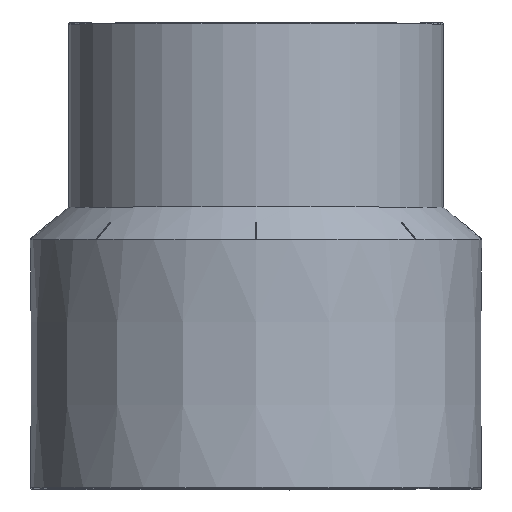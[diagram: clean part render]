
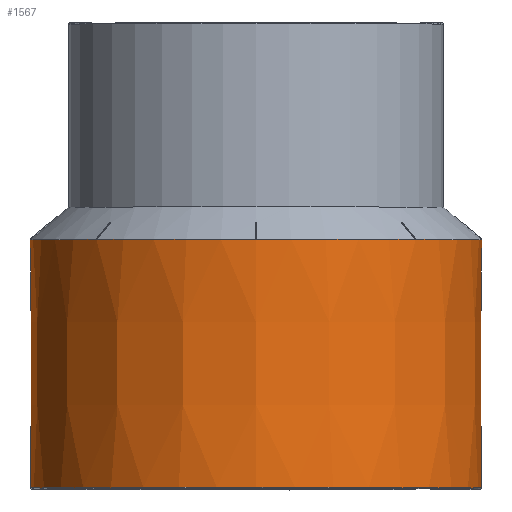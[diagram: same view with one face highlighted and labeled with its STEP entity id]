
A CAD part, top view. The second image highlights one B-rep face of the part: STEP entity #1567.
In plain terms, the highlighted conical face has half-angle 0.042 degrees and reference radius 62.5 mm.
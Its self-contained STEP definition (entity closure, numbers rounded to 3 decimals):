
#1545=CONICAL_SURFACE('',#25609,62.5,0.042);
#1567=ADVANCED_FACE('',(#7003,#7004),#1545,.T.);
#6774=CIRCLE('',#25521,62.55);
#6775=CIRCLE('',#25522,62.55);
#6776=CIRCLE('',#25523,62.55);
#6777=CIRCLE('',#25524,62.55);
#6778=CIRCLE('',#25525,62.55);
#6779=CIRCLE('',#25526,62.55);
#6780=CIRCLE('',#25527,62.55);
#6781=CIRCLE('',#25528,62.55);
#6848=CIRCLE('',#25607,62.55);
#6849=CIRCLE('',#25608,62.5);
#7003=FACE_BOUND('',#7100,.T.);
#7004=FACE_BOUND('',#7101,.T.);
#7100=EDGE_LOOP('',(#9581,#9582,#9583,#9584,#9585,#9586,#9587,#9588,#9589,
#9590,#9591,#9592,#9593,#9594,#9595,#9596));
#7101=EDGE_LOOP('',(#9597));
#9581=ORIENTED_EDGE('',*,*,#19943,.T.);
#9582=ORIENTED_EDGE('',*,*,#20112,.T.);
#9583=ORIENTED_EDGE('',*,*,#19999,.T.);
#9584=ORIENTED_EDGE('',*,*,#20113,.T.);
#9585=ORIENTED_EDGE('',*,*,#19991,.T.);
#9586=ORIENTED_EDGE('',*,*,#20114,.T.);
#9587=ORIENTED_EDGE('',*,*,#19983,.T.);
#9588=ORIENTED_EDGE('',*,*,#20115,.T.);
#9589=ORIENTED_EDGE('',*,*,#19975,.T.);
#9590=ORIENTED_EDGE('',*,*,#20116,.T.);
#9591=ORIENTED_EDGE('',*,*,#19967,.T.);
#9592=ORIENTED_EDGE('',*,*,#20117,.T.);
#9593=ORIENTED_EDGE('',*,*,#19959,.T.);
#9594=ORIENTED_EDGE('',*,*,#20118,.T.);
#9595=ORIENTED_EDGE('',*,*,#19951,.T.);
#9596=ORIENTED_EDGE('',*,*,#20119,.T.);
#9597=ORIENTED_EDGE('',*,*,#20120,.T.);
#17322=VERTEX_POINT('',#37134);
#17323=VERTEX_POINT('',#37136);
#17330=VERTEX_POINT('',#37222);
#17331=VERTEX_POINT('',#37224);
#17338=VERTEX_POINT('',#37310);
#17339=VERTEX_POINT('',#37312);
#17346=VERTEX_POINT('',#37398);
#17347=VERTEX_POINT('',#37400);
#17354=VERTEX_POINT('',#37486);
#17355=VERTEX_POINT('',#37488);
#17362=VERTEX_POINT('',#37574);
#17363=VERTEX_POINT('',#37576);
#17370=VERTEX_POINT('',#37662);
#17371=VERTEX_POINT('',#37664);
#17378=VERTEX_POINT('',#37750);
#17379=VERTEX_POINT('',#37752);
#17465=VERTEX_POINT('',#38165);
#19943=EDGE_CURVE('',#17323,#17322,#6774,.T.);
#19951=EDGE_CURVE('',#17331,#17330,#6775,.T.);
#19959=EDGE_CURVE('',#17339,#17338,#6776,.T.);
#19967=EDGE_CURVE('',#17347,#17346,#6777,.T.);
#19975=EDGE_CURVE('',#17355,#17354,#6778,.T.);
#19983=EDGE_CURVE('',#17363,#17362,#6779,.T.);
#19991=EDGE_CURVE('',#17371,#17370,#6780,.T.);
#19999=EDGE_CURVE('',#17379,#17378,#6781,.T.);
#20112=EDGE_CURVE('',#17322,#17379,#23922,.T.);
#20113=EDGE_CURVE('',#17378,#17371,#23923,.T.);
#20114=EDGE_CURVE('',#17370,#17363,#23924,.T.);
#20115=EDGE_CURVE('',#17362,#17355,#23925,.T.);
#20116=EDGE_CURVE('',#17354,#17347,#23926,.T.);
#20117=EDGE_CURVE('',#17346,#17339,#23927,.T.);
#20118=EDGE_CURVE('',#17338,#17331,#23928,.T.);
#20119=EDGE_CURVE('',#17330,#17323,#6848,.T.);
#20120=EDGE_CURVE('',#17465,#17465,#6849,.T.);
#23922=B_SPLINE_CURVE_WITH_KNOTS('',3,(#38135,#38136,#38137,#38138),
 .UNSPECIFIED.,.F.,.F.,(4,4),(0.,1.),.UNSPECIFIED.);
#23923=B_SPLINE_CURVE_WITH_KNOTS('',3,(#38139,#38140,#38141,#38142),
 .UNSPECIFIED.,.F.,.F.,(4,4),(0.,1.),.UNSPECIFIED.);
#23924=B_SPLINE_CURVE_WITH_KNOTS('',3,(#38143,#38144,#38145,#38146),
 .UNSPECIFIED.,.F.,.F.,(4,4),(0.,1.),.UNSPECIFIED.);
#23925=B_SPLINE_CURVE_WITH_KNOTS('',3,(#38147,#38148,#38149,#38150),
 .UNSPECIFIED.,.F.,.F.,(4,4),(0.,1.),.UNSPECIFIED.);
#23926=B_SPLINE_CURVE_WITH_KNOTS('',3,(#38151,#38152,#38153,#38154),
 .UNSPECIFIED.,.F.,.F.,(4,4),(0.,1.),.UNSPECIFIED.);
#23927=B_SPLINE_CURVE_WITH_KNOTS('',3,(#38155,#38156,#38157,#38158),
 .UNSPECIFIED.,.F.,.F.,(4,4),(0.,1.),.UNSPECIFIED.);
#23928=B_SPLINE_CURVE_WITH_KNOTS('',3,(#38159,#38160,#38161,#38162),
 .UNSPECIFIED.,.F.,.F.,(4,4),(0.,1.),.UNSPECIFIED.);
#25521=AXIS2_PLACEMENT_3D('',#37135,#27180,#27181);
#25522=AXIS2_PLACEMENT_3D('',#37223,#27182,#27183);
#25523=AXIS2_PLACEMENT_3D('',#37311,#27184,#27185);
#25524=AXIS2_PLACEMENT_3D('',#37399,#27186,#27187);
#25525=AXIS2_PLACEMENT_3D('',#37487,#27188,#27189);
#25526=AXIS2_PLACEMENT_3D('',#37575,#27190,#27191);
#25527=AXIS2_PLACEMENT_3D('',#37663,#27192,#27193);
#25528=AXIS2_PLACEMENT_3D('',#37751,#27194,#27195);
#25607=AXIS2_PLACEMENT_3D('',#38163,#27374,#27375);
#25608=AXIS2_PLACEMENT_3D('',#38164,#27376,#27377);
#25609=AXIS2_PLACEMENT_3D('',#38166,#27378,#27379);
#27180=DIRECTION('',(0.,-1.,0.));
#27181=DIRECTION('',(0.,0.,-1.));
#27182=DIRECTION('',(0.,-1.,0.));
#27183=DIRECTION('',(0.,0.,-1.));
#27184=DIRECTION('',(0.,-1.,0.));
#27185=DIRECTION('',(0.,0.,-1.));
#27186=DIRECTION('',(0.,-1.,0.));
#27187=DIRECTION('',(0.,0.,-1.));
#27188=DIRECTION('',(0.,-1.,0.));
#27189=DIRECTION('',(0.,0.,-1.));
#27190=DIRECTION('',(0.,-1.,0.));
#27191=DIRECTION('',(0.,0.,-1.));
#27192=DIRECTION('',(0.,-1.,0.));
#27193=DIRECTION('',(0.,0.,-1.));
#27194=DIRECTION('',(0.,-1.,0.));
#27195=DIRECTION('',(0.,0.,-1.));
#27374=DIRECTION('',(0.,-1.,0.));
#27375=DIRECTION('',(0.,0.,-1.));
#27376=DIRECTION('',(0.,1.,0.));
#27377=DIRECTION('',(0.,0.,-1.));
#27378=DIRECTION('',(0.,1.,0.));
#27379=DIRECTION('',(0.,0.,1.));
#37134=CARTESIAN_POINT('',(9278.169,-731.098,-190.224));
#37135=CARTESIAN_POINT('',(9322.403,-731.098,-146.));
#37136=CARTESIAN_POINT('',(9259.853,-731.098,-146.007));
#37222=CARTESIAN_POINT('',(9259.853,-731.098,-145.993));
#37223=CARTESIAN_POINT('',(9322.403,-731.098,-146.));
#37224=CARTESIAN_POINT('',(9278.169,-731.098,-101.776));
#37310=CARTESIAN_POINT('',(9278.179,-731.098,-101.765));
#37311=CARTESIAN_POINT('',(9322.403,-731.098,-146.));
#37312=CARTESIAN_POINT('',(9322.396,-731.098,-83.45));
#37398=CARTESIAN_POINT('',(9322.41,-731.098,-83.45));
#37399=CARTESIAN_POINT('',(9322.403,-731.098,-146.));
#37400=CARTESIAN_POINT('',(9366.628,-731.098,-101.765));
#37486=CARTESIAN_POINT('',(9366.638,-731.098,-101.776));
#37487=CARTESIAN_POINT('',(9322.403,-731.098,-146.));
#37488=CARTESIAN_POINT('',(9384.953,-731.098,-145.993));
#37574=CARTESIAN_POINT('',(9384.953,-731.098,-146.007));
#37575=CARTESIAN_POINT('',(9322.403,-731.098,-146.));
#37576=CARTESIAN_POINT('',(9366.638,-731.098,-190.224));
#37662=CARTESIAN_POINT('',(9366.628,-731.098,-190.235));
#37663=CARTESIAN_POINT('',(9322.403,-731.098,-146.));
#37664=CARTESIAN_POINT('',(9322.41,-731.098,-208.55));
#37750=CARTESIAN_POINT('',(9322.396,-731.098,-208.55));
#37751=CARTESIAN_POINT('',(9322.403,-731.098,-146.));
#37752=CARTESIAN_POINT('',(9278.179,-731.098,-190.235));
#38135=CARTESIAN_POINT('',(9278.169,-731.098,-190.224));
#38136=CARTESIAN_POINT('',(9278.172,-731.098,-190.228));
#38137=CARTESIAN_POINT('',(9278.175,-731.098,-190.231));
#38138=CARTESIAN_POINT('',(9278.179,-731.098,-190.235));
#38139=CARTESIAN_POINT('',(9322.396,-731.098,-208.55));
#38140=CARTESIAN_POINT('',(9322.401,-731.098,-208.55));
#38141=CARTESIAN_POINT('',(9322.406,-731.098,-208.55));
#38142=CARTESIAN_POINT('',(9322.41,-731.098,-208.55));
#38143=CARTESIAN_POINT('',(9366.628,-731.098,-190.235));
#38144=CARTESIAN_POINT('',(9366.631,-731.098,-190.231));
#38145=CARTESIAN_POINT('',(9366.634,-731.098,-190.228));
#38146=CARTESIAN_POINT('',(9366.638,-731.098,-190.224));
#38147=CARTESIAN_POINT('',(9384.953,-731.098,-146.007));
#38148=CARTESIAN_POINT('',(9384.953,-731.098,-146.002));
#38149=CARTESIAN_POINT('',(9384.953,-731.098,-145.998));
#38150=CARTESIAN_POINT('',(9384.953,-731.098,-145.993));
#38151=CARTESIAN_POINT('',(9366.638,-731.098,-101.776));
#38152=CARTESIAN_POINT('',(9366.634,-731.098,-101.772));
#38153=CARTESIAN_POINT('',(9366.631,-731.098,-101.769));
#38154=CARTESIAN_POINT('',(9366.628,-731.098,-101.765));
#38155=CARTESIAN_POINT('',(9322.41,-731.098,-83.45));
#38156=CARTESIAN_POINT('',(9322.406,-731.098,-83.45));
#38157=CARTESIAN_POINT('',(9322.401,-731.098,-83.45));
#38158=CARTESIAN_POINT('',(9322.396,-731.098,-83.45));
#38159=CARTESIAN_POINT('',(9278.179,-731.098,-101.765));
#38160=CARTESIAN_POINT('',(9278.175,-731.098,-101.769));
#38161=CARTESIAN_POINT('',(9278.172,-731.098,-101.772));
#38162=CARTESIAN_POINT('',(9278.169,-731.098,-101.776));
#38163=CARTESIAN_POINT('',(9322.403,-731.098,-146.));
#38164=CARTESIAN_POINT('',(9322.403,-799.849,-146.));
#38165=CARTESIAN_POINT('',(9322.403,-799.849,-208.5));
#38166=CARTESIAN_POINT('',(9322.403,-800.098,-146.));
